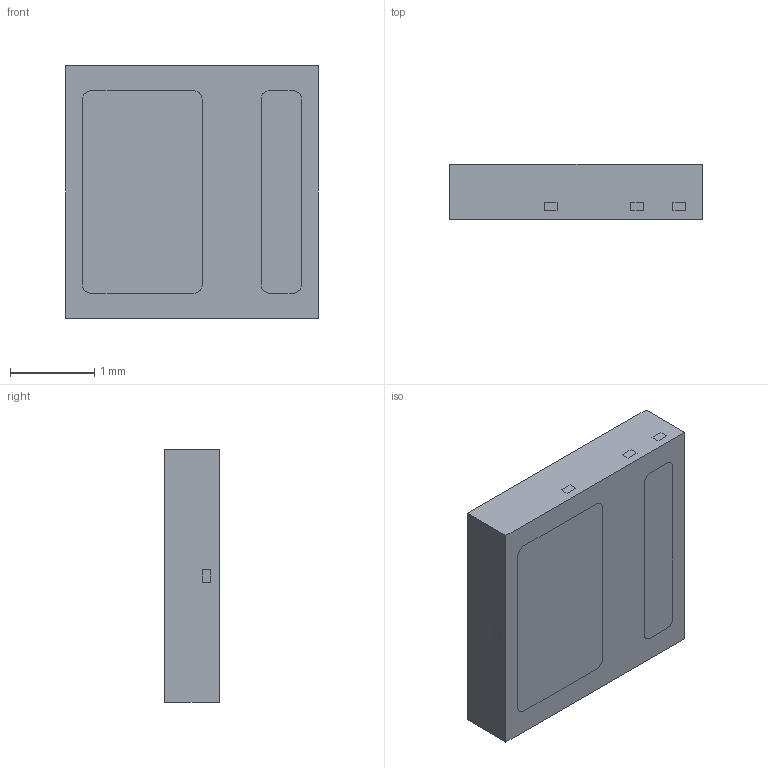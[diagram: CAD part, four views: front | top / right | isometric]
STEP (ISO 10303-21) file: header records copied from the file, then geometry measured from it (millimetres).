
FILE_DESCRIPTION (( 'STEP AP214' ), '1' );
FILE_NAME ('MP-3030_Mech-part.STEP', '2021-08-12T07:08:24', ( '' ), ( '' ), 'SwSTEP 2.0', 'SolidWorks 2017', '' );
FILE_SCHEMA (( 'AUTOMOTIVE_DESIGN' ));
Length unit declared in the file: millimetre
Products named in the file (1): MP-3030_Mech-part
Bounding box: 3 x 0.65 x 3 mm (x, y, z)
Volume: 5.9 mm3; surface area: 62.3 mm2
Topology: 3 solids, 3 shells, 135 faces, 384 edges, 248 vertices
Faces by surface type: plane 109, bspline 16, cone 10
Entity records: 4542 total; most frequent: CARTESIAN_POINT 1048, ORIENTED_EDGE 768, DIRECTION 612, EDGE_CURVE 384, VECTOR 332, LINE 332, VERTEX_POINT 248, EDGE_LOOP 146
